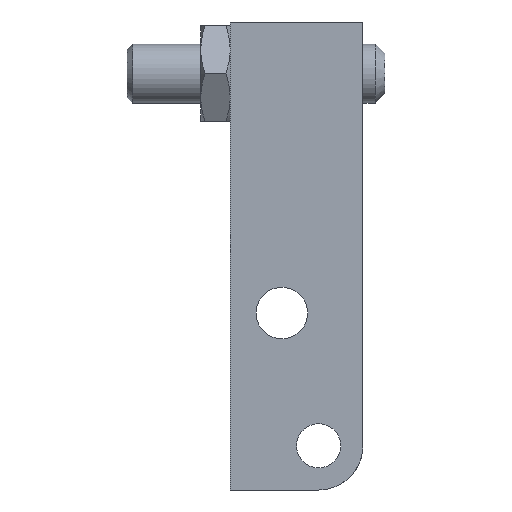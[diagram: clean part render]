
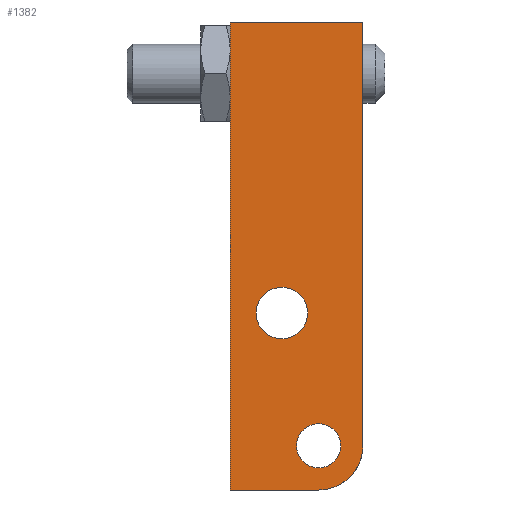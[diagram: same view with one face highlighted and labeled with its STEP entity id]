
A CAD part, left-side view. The second image highlights one B-rep face of the part: STEP entity #1382.
In plain terms, the highlighted planar face has unit normal (-1, 0, 0).
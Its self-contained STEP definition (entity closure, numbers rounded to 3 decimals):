
#114=CARTESIAN_POINT('',(-7.,6.,6.));
#115=DIRECTION('',(1.,0.,0.));
#116=DIRECTION('',(0.,0.,-1.));
#117=AXIS2_PLACEMENT_3D('',#114,#115,#116);
#123=CARTESIAN_POINT('',(-7.,6.,6.));
#124=DIRECTION('',(1.,0.,0.));
#125=DIRECTION('',(0.,0.,1.));
#126=AXIS2_PLACEMENT_3D('',#123,#124,#125);
#131=CARTESIAN_POINT('',(-7.,11.,24.));
#132=DIRECTION('',(1.,0.,0.));
#133=DIRECTION('',(0.,0.,-1.));
#134=AXIS2_PLACEMENT_3D('',#131,#132,#133);
#139=CARTESIAN_POINT('',(-7.,11.,24.));
#140=DIRECTION('',(1.,0.,0.));
#141=DIRECTION('',(0.,0.,1.));
#142=AXIS2_PLACEMENT_3D('',#139,#140,#141);
#147=DIRECTION('',(0.,-1.,0.));
#148=VECTOR('',#147,18.);
#149=CARTESIAN_POINT('',(-7.,18.,63.5));
#150=LINE('',#149,#148);
#154=DIRECTION('',(0.,0.,-1.));
#155=VECTOR('',#154,57.5);
#156=CARTESIAN_POINT('',(-7.,0.,63.5));
#157=LINE('',#156,#155);
#161=CARTESIAN_POINT('',(-7.,6.,6.));
#162=DIRECTION('',(-1.,0.,0.));
#163=DIRECTION('',(0.,0.,-1.));
#164=AXIS2_PLACEMENT_3D('',#161,#162,#163);
#169=DIRECTION('',(0.,1.,0.));
#170=VECTOR('',#169,12.);
#171=CARTESIAN_POINT('',(-7.,6.,0.));
#172=LINE('',#171,#170);
#333=DIRECTION('',(0.,0.,-1.));
#334=VECTOR('',#333,63.5);
#335=CARTESIAN_POINT('',(-7.,18.,63.5));
#336=LINE('',#335,#334);
#1203=CARTESIAN_POINT('',(-7.,18.,63.5));
#1204=CARTESIAN_POINT('',(-7.,0.,63.5));
#1205=VERTEX_POINT('',#1203);
#1206=VERTEX_POINT('',#1204);
#1211=CARTESIAN_POINT('',(-7.,18.,0.));
#1213=VERTEX_POINT('',#1211);
#1215=CARTESIAN_POINT('',(-7.,6.,3.));
#1216=CARTESIAN_POINT('',(-7.,6.,9.));
#1217=VERTEX_POINT('',#1215);
#1218=VERTEX_POINT('',#1216);
#1223=CARTESIAN_POINT('',(-7.,11.,20.5));
#1224=CARTESIAN_POINT('',(-7.,11.,27.5));
#1225=VERTEX_POINT('',#1223);
#1226=VERTEX_POINT('',#1224);
#1231=CARTESIAN_POINT('',(-7.,6.,0.));
#1232=CARTESIAN_POINT('',(-7.,0.,6.));
#1233=VERTEX_POINT('',#1231);
#1234=VERTEX_POINT('',#1232);
#1353=CARTESIAN_POINT('',(-7.,0.,0.));
#1354=DIRECTION('',(1.,0.,0.));
#1355=DIRECTION('',(0.,0.,-1.));
#1356=AXIS2_PLACEMENT_3D('',#1353,#1354,#1355);
#1357=PLANE('',#1356);
#1359=ORIENTED_EDGE('',*,*,#1358,.F.);
#1361=ORIENTED_EDGE('',*,*,#1360,.T.);
#1363=ORIENTED_EDGE('',*,*,#1362,.T.);
#1365=ORIENTED_EDGE('',*,*,#1364,.F.);
#1367=ORIENTED_EDGE('',*,*,#1366,.T.);
#1368=EDGE_LOOP('',(#1359,#1361,#1363,#1365,#1367));
#1369=FACE_OUTER_BOUND('',#1368,.F.);
#1371=ORIENTED_EDGE('',*,*,#1370,.F.);
#1373=ORIENTED_EDGE('',*,*,#1372,.F.);
#1374=EDGE_LOOP('',(#1371,#1373));
#1375=FACE_BOUND('',#1374,.F.);
#1377=ORIENTED_EDGE('',*,*,#1376,.F.);
#1379=ORIENTED_EDGE('',*,*,#1378,.F.);
#1380=EDGE_LOOP('',(#1377,#1379));
#1381=FACE_BOUND('',#1380,.F.);
#1382=ADVANCED_FACE('',(#1369,#1375,#1381),#1357,.F.);
#118=CIRCLE('',#117,3.);
#127=CIRCLE('',#126,3.);
#135=CIRCLE('',#134,3.5);
#143=CIRCLE('',#142,3.5);
#165=CIRCLE('',#164,6.);
#1358=EDGE_CURVE('',#1205,#1213,#336,.T.);
#1360=EDGE_CURVE('',#1205,#1206,#150,.T.);
#1362=EDGE_CURVE('',#1206,#1234,#157,.T.);
#1364=EDGE_CURVE('',#1233,#1234,#165,.T.);
#1366=EDGE_CURVE('',#1233,#1213,#172,.T.);
#1370=EDGE_CURVE('',#1217,#1218,#118,.T.);
#1372=EDGE_CURVE('',#1218,#1217,#127,.T.);
#1376=EDGE_CURVE('',#1225,#1226,#135,.T.);
#1378=EDGE_CURVE('',#1226,#1225,#143,.T.);
